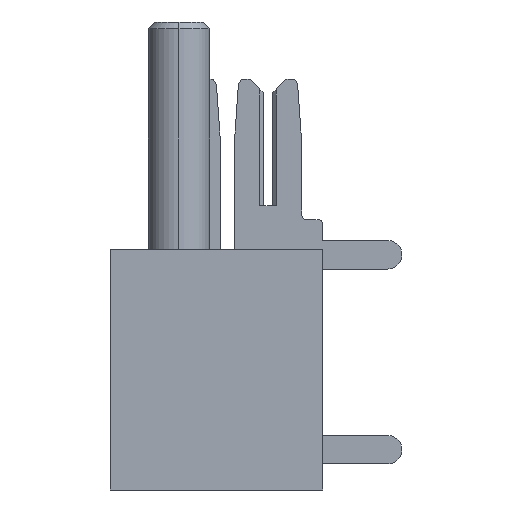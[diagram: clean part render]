
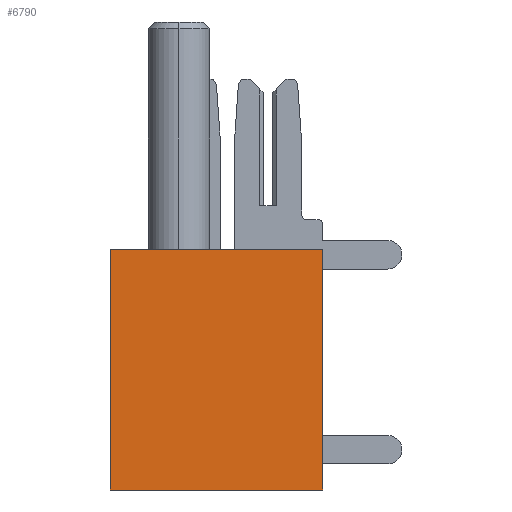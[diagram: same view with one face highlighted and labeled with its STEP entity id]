
A CAD part, left-side view. The second image highlights one B-rep face of the part: STEP entity #6790.
In plain terms, the highlighted planar face has unit normal (-1, 0, 0).
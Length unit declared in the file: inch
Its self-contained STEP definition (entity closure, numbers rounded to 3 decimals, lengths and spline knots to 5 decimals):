
#488 = CARTESIAN_POINT ( 'NONE',  ( 0., 0.327, -0.37 ) ) ;
#595 = CARTESIAN_POINT ( 'NONE',  ( 0., 0., 0. ) ) ;
#612 = DIRECTION ( 'NONE',  ( 0., -1., 0. ) ) ;
#868 = VERTEX_POINT ( 'NONE', #6467 ) ;
#952 = DIRECTION ( 'NONE',  ( 0., -1., 0. ) ) ;
#990 = DIRECTION ( 'NONE',  ( 0., 0., 1. ) ) ;
#1047 = ORIENTED_EDGE ( 'NONE', *, *, #3142, .F. ) ;
#1216 = VECTOR ( 'NONE', #952, 39.37008 ) ;
#1238 = EDGE_CURVE ( 'NONE', #7165, #2526, #7703, .T. ) ;
#1304 = ORIENTED_EDGE ( 'NONE', *, *, #6464, .T. ) ;
#1563 = CARTESIAN_POINT ( 'NONE',  ( 0., 0., -0.37 ) ) ;
#1651 = DIRECTION ( 'NONE',  ( 0., 0., 1. ) ) ;
#1782 = CARTESIAN_POINT ( 'NONE',  ( 0., 0., 0. ) ) ;
#1833 = VECTOR ( 'NONE', #612, 39.37008 ) ;
#2526 = VERTEX_POINT ( 'NONE', #595 ) ;
#2529 = FACE_OUTER_BOUND ( 'NONE', #4515, .T. ) ;
#2566 = VERTEX_POINT ( 'NONE', #6569 ) ;
#2828 = DIRECTION ( 'NONE',  ( -1., 0., 0. ) ) ;
#2978 = VECTOR ( 'NONE', #1651, 39.37008 ) ;
#3008 = CARTESIAN_POINT ( 'NONE',  ( 0., 0., -0.37 ) ) ;
#3142 = EDGE_CURVE ( 'NONE', #2566, #868, #5697, .T. ) ;
#4515 = EDGE_LOOP ( 'NONE', ( #7480, #1047, #1304, #6497 ) ) ;
#5033 = EDGE_CURVE ( 'NONE', #868, #2526, #5309, .T. ) ;
#5039 = VECTOR ( 'NONE', #6526, 39.37008 ) ;
#5156 = PLANE ( 'NONE',  #6900 ) ;
#5309 = LINE ( 'NONE', #1782, #1833 ) ;
#5697 = LINE ( 'NONE', #488, #2978 ) ;
#6389 = LINE ( 'NONE', #1563, #1216 ) ;
#6464 = EDGE_CURVE ( 'NONE', #2566, #7165, #6389, .T. ) ;
#6467 = CARTESIAN_POINT ( 'NONE',  ( 0., 0.327, 0. ) ) ;
#6497 = ORIENTED_EDGE ( 'NONE', *, *, #1238, .T. ) ;
#6526 = DIRECTION ( 'NONE',  ( 0., 0., 1. ) ) ;
#6569 = CARTESIAN_POINT ( 'NONE',  ( 0., 0.327, -0.37 ) ) ;
#6790 = ADVANCED_FACE ( 'NONE', ( #2529 ), #5156, .T. ) ;
#6900 = AXIS2_PLACEMENT_3D ( 'NONE', #7617, #2828, #990 ) ;
#7118 = CARTESIAN_POINT ( 'NONE',  ( 0., 0., -0.37 ) ) ;
#7165 = VERTEX_POINT ( 'NONE', #3008 ) ;
#7480 = ORIENTED_EDGE ( 'NONE', *, *, #5033, .F. ) ;
#7617 = CARTESIAN_POINT ( 'NONE',  ( 0., 0., -0.37 ) ) ;
#7703 = LINE ( 'NONE', #7118, #5039 ) ;
